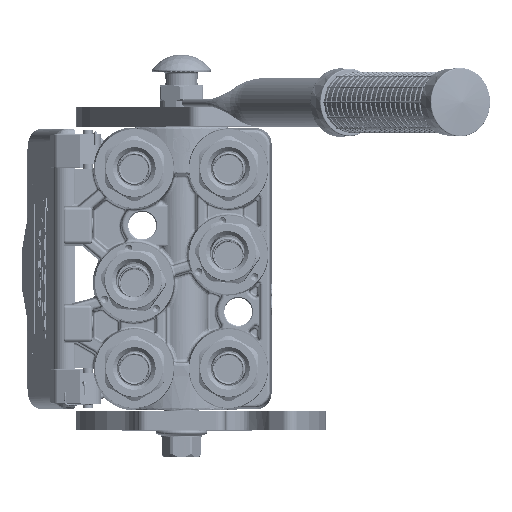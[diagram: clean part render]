
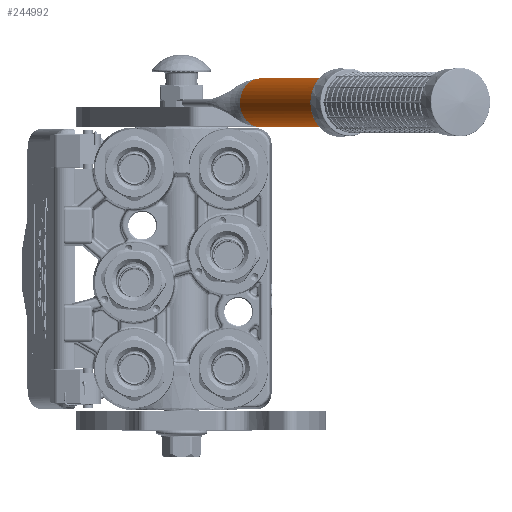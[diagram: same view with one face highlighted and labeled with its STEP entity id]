
A CAD part, top view. The second image highlights one B-rep face of the part: STEP entity #244992.
In plain terms, the highlighted cylindrical face has radius 12.5 mm (diameter 25 mm), a partial arc.
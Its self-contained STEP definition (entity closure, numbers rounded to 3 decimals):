
#1172 = CARTESIAN_POINT ( 'NONE',  ( 12.426, 0., -1.36 ) ) ;
#3411 = CARTESIAN_POINT ( 'NONE',  ( 0., 0., 0. ) ) ;
#12942 = ORIENTED_EDGE ( 'NONE', *, *, #13302, .T. ) ;
#13302 = EDGE_CURVE ( 'NONE', #98146, #166999, #190660, .T. ) ;
#29667 = EDGE_CURVE ( 'NONE', #100101, #69565, #86848, .T. ) ;
#34187 = CARTESIAN_POINT ( 'NONE',  ( 12.466, 0.127, -0.927 ) ) ;
#35287 = DIRECTION ( 'NONE',  ( 0., -1., 0. ) ) ;
#36692 = CARTESIAN_POINT ( 'NONE',  ( 12.464, 0.121, -0.953 ) ) ;
#39351 = VERTEX_POINT ( 'NONE', #193069 ) ;
#45009 = LINE ( 'NONE', #90606, #69253 ) ;
#49192 = ORIENTED_EDGE ( 'NONE', *, *, #103465, .T. ) ;
#53039 = ORIENTED_EDGE ( 'NONE', *, *, #202907, .F. ) ;
#54409 = CARTESIAN_POINT ( 'NONE',  ( 12.466, 0.13, -0.917 ) ) ;
#55249 = CARTESIAN_POINT ( 'NONE',  ( 12.474, 0.155, -0.804 ) ) ;
#56088 = CARTESIAN_POINT ( 'NONE',  ( 12.478, 0.167, -0.748 ) ) ;
#56104 = CARTESIAN_POINT ( 'NONE',  ( -12.5, 0.24, 0. ) ) ;
#57371 = B_SPLINE_CURVE_WITH_KNOTS ( 'NONE', 3,
 ( #149634, #225086, #131823, #147953, #208162, #112343, #245378, #109015, #206450, #92904, #148796, #167426, #73410, #71761, #151323 ),
 .UNSPECIFIED., .F., .F.,
 ( 4, 2, 2, 1, 1, 1, 2, 2, 4 ),
 ( 0., 0.25, 0.375, 0.438, 0.469, 0.484, 0.492, 0.5, 1. ),
 .UNSPECIFIED. ) ;
#66022 = VERTEX_POINT ( 'NONE', #56104 ) ;
#69253 = VECTOR ( 'NONE', #186381, 1000. ) ;
#69565 = VERTEX_POINT ( 'NONE', #229675 ) ;
#71761 = CARTESIAN_POINT ( 'NONE',  ( -12.456, 0.096, -1.087 ) ) ;
#73266 = CARTESIAN_POINT ( 'NONE',  ( 0., 0., 0. ) ) ;
#73410 = CARTESIAN_POINT ( 'NONE',  ( -12.472, 0.146, -0.859 ) ) ;
#74718 = CARTESIAN_POINT ( 'NONE',  ( 12.5, 0.24, 0. ) ) ;
#75517 = CARTESIAN_POINT ( 'NONE',  ( 12.5, 0.24, -0.216 ) ) ;
#75637 = LINE ( 'NONE', #220338, #93865 ) ;
#76343 = CARTESIAN_POINT ( 'NONE',  ( 12.441, 0.049, -1.219 ) ) ;
#86848 = CIRCLE ( 'NONE', #214322, 12.5 ) ;
#90606 = CARTESIAN_POINT ( 'NONE',  ( -12.5, 0.24, 0. ) ) ;
#92904 = CARTESIAN_POINT ( 'NONE',  ( -12.482, 0.18, -0.676 ) ) ;
#93042 = VERTEX_POINT ( 'NONE', #106976 ) ;
#93865 = VECTOR ( 'NONE', #188126, 1000. ) ;
#95657 = DIRECTION ( 'NONE',  ( 1., 0., 0. ) ) ;
#98146 = VERTEX_POINT ( 'NONE', #1172 ) ;
#100101 = VERTEX_POINT ( 'NONE', #230452 ) ;
#103465 = EDGE_CURVE ( 'NONE', #66022, #69565, #45009, .T. ) ;
#105585 = B_SPLINE_CURVE_WITH_KNOTS ( 'NONE', 3,
 ( #132283, #76343, #151773, #114453, #36692, #34187, #54409, #131419, #172119, #171273, #55249, #56088, #190762, #191597, #75517, #74718 ),
 .UNSPECIFIED., .F., .F.,
 ( 4, 2, 1, 2, 2, 1, 2, 2, 4 ),
 ( 0., 0.25, 0.313, 0.328, 0.344, 0.375, 0.438, 0.5, 1. ),
 .UNSPECIFIED. ) ;
#106976 = CARTESIAN_POINT ( 'NONE',  ( 12.5, 0.24, 0. ) ) ;
#109015 = CARTESIAN_POINT ( 'NONE',  ( -12.484, 0.186, -0.638 ) ) ;
#112343 = CARTESIAN_POINT ( 'NONE',  ( -12.488, 0.202, -0.541 ) ) ;
#114453 = CARTESIAN_POINT ( 'NONE',  ( 12.461, 0.114, -0.981 ) ) ;
#120623 = ORIENTED_EDGE ( 'NONE', *, *, #173977, .F. ) ;
#123420 = DIRECTION ( 'NONE',  ( 0.994, 0., -0.109 ) ) ;
#130193 = ORIENTED_EDGE ( 'NONE', *, *, #220404, .F. ) ;
#131419 = CARTESIAN_POINT ( 'NONE',  ( 12.467, 0.131, -0.91 ) ) ;
#131823 = CARTESIAN_POINT ( 'NONE',  ( -12.499, 0.235, -0.221 ) ) ;
#132283 = CARTESIAN_POINT ( 'NONE',  ( 12.426, 0., -1.36 ) ) ;
#140727 = CYLINDRICAL_SURFACE ( 'NONE', #192541, 12.5 ) ;
#147953 = CARTESIAN_POINT ( 'NONE',  ( -12.494, 0.22, -0.394 ) ) ;
#148796 = CARTESIAN_POINT ( 'NONE',  ( -12.481, 0.178, -0.683 ) ) ;
#149021 = AXIS2_PLACEMENT_3D ( 'NONE', #191554, #211076, #211900 ) ;
#149634 = CARTESIAN_POINT ( 'NONE',  ( -12.5, 0.24, 0. ) ) ;
#151323 = CARTESIAN_POINT ( 'NONE',  ( -12.426, 0., -1.36 ) ) ;
#151773 = CARTESIAN_POINT ( 'NONE',  ( 12.452, 0.083, -1.1 ) ) ;
#166999 = VERTEX_POINT ( 'NONE', #196118 ) ;
#167426 = CARTESIAN_POINT ( 'NONE',  ( -12.481, 0.178, -0.688 ) ) ;
#169835 = DIRECTION ( 'NONE',  ( 1., 0., 0. ) ) ;
#170361 = ORIENTED_EDGE ( 'NONE', *, *, #179390, .T. ) ;
#171273 = CARTESIAN_POINT ( 'NONE',  ( 12.471, 0.146, -0.847 ) ) ;
#171921 = CARTESIAN_POINT ( 'NONE',  ( 0., 198., 0. ) ) ;
#172119 = CARTESIAN_POINT ( 'NONE',  ( 12.468, 0.136, -0.889 ) ) ;
#173977 = EDGE_CURVE ( 'NONE', #98146, #93042, #105585, .T. ) ;
#177765 = DIRECTION ( 'NONE',  ( 0., 1., 0. ) ) ;
#179390 = EDGE_CURVE ( 'NONE', #166999, #39351, #193836, .T. ) ;
#182305 = ORIENTED_EDGE ( 'NONE', *, *, #29667, .F. ) ;
#186381 = DIRECTION ( 'NONE',  ( 0., 1., 0. ) ) ;
#188126 = DIRECTION ( 'NONE',  ( 0., 1., 0. ) ) ;
#190660 = CIRCLE ( 'NONE', #208557, 12.5 ) ;
#190762 = CARTESIAN_POINT ( 'NONE',  ( 12.479, 0.172, -0.721 ) ) ;
#191554 = CARTESIAN_POINT ( 'NONE',  ( 0., 0., 0. ) ) ;
#191597 = CARTESIAN_POINT ( 'NONE',  ( 12.494, 0.221, -0.449 ) ) ;
#192541 = AXIS2_PLACEMENT_3D ( 'NONE', #73266, #35287, #169835 ) ;
#193069 = CARTESIAN_POINT ( 'NONE',  ( -12.426, 0., -1.36 ) ) ;
#193836 = CIRCLE ( 'NONE', #149021, 12.5 ) ;
#194739 = DIRECTION ( 'NONE',  ( 0., 1., 0. ) ) ;
#196118 = CARTESIAN_POINT ( 'NONE',  ( 0., 0., -12.5 ) ) ;
#202907 = EDGE_CURVE ( 'NONE', #66022, #39351, #57371, .T. ) ;
#206450 = CARTESIAN_POINT ( 'NONE',  ( -12.482, 0.182, -0.665 ) ) ;
#208162 = CARTESIAN_POINT ( 'NONE',  ( -12.492, 0.214, -0.452 ) ) ;
#208406 = EDGE_LOOP ( 'NONE', ( #12942, #170361, #53039, #49192, #182305, #130193, #120623 ) ) ;
#208557 = AXIS2_PLACEMENT_3D ( 'NONE', #3411, #177765, #123420 ) ;
#211076 = DIRECTION ( 'NONE',  ( 0., 1., 0. ) ) ;
#211900 = DIRECTION ( 'NONE',  ( 0.994, 0., -0.109 ) ) ;
#213720 = FACE_OUTER_BOUND ( 'NONE', #208406, .T. ) ;
#214322 = AXIS2_PLACEMENT_3D ( 'NONE', #171921, #194739, #95657 ) ;
#220338 = CARTESIAN_POINT ( 'NONE',  ( 12.5, 0.24, 0. ) ) ;
#220404 = EDGE_CURVE ( 'NONE', #93042, #100101, #75637, .T. ) ;
#225086 = CARTESIAN_POINT ( 'NONE',  ( -12.5, 0.24, -0.108 ) ) ;
#229675 = CARTESIAN_POINT ( 'NONE',  ( -12.5, 198., 0. ) ) ;
#230452 = CARTESIAN_POINT ( 'NONE',  ( 12.5, 198., 0. ) ) ;
#244992 = ADVANCED_FACE ( 'NONE', ( #213720 ), #140727, .T. ) ;
#245378 = CARTESIAN_POINT ( 'NONE',  ( -12.486, 0.195, -0.586 ) ) ;
